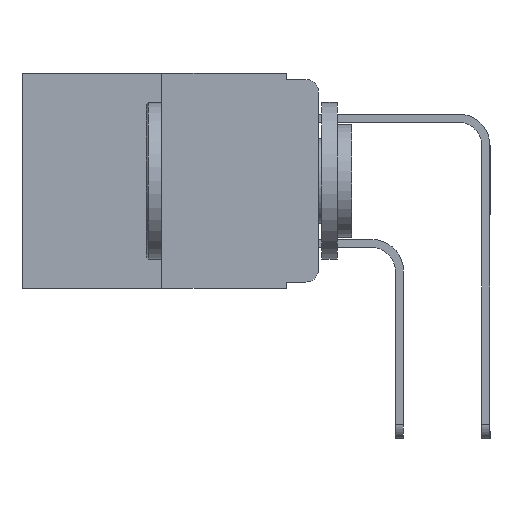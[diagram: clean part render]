
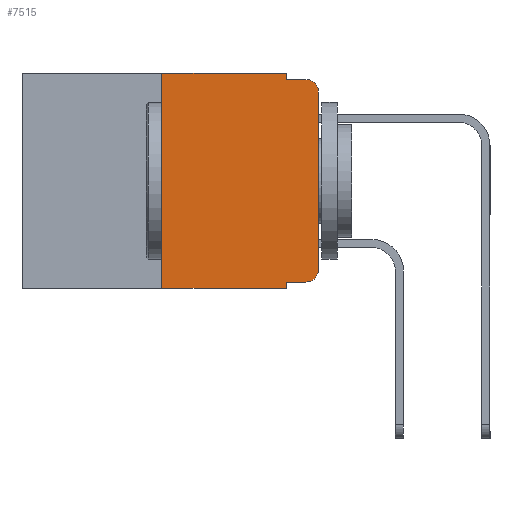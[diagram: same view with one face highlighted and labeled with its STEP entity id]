
A CAD part, left-side view. The second image highlights one B-rep face of the part: STEP entity #7515.
In plain terms, the highlighted planar face has unit normal (-1, 0, 0).
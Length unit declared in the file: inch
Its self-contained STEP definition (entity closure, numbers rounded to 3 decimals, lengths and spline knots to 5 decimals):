
#401 = CIRCLE ( 'NONE', #9063, 0.02 ) ;
#633 = DIRECTION ( 'NONE',  ( -1., 0., 0. ) ) ;
#969 = DIRECTION ( 'NONE',  ( 0., -1., 0. ) ) ;
#976 = ORIENTED_EDGE ( 'NONE', *, *, #11851, .T. ) ;
#999 = ORIENTED_EDGE ( 'NONE', *, *, #11408, .T. ) ;
#1062 = ORIENTED_EDGE ( 'NONE', *, *, #12123, .F. ) ;
#1068 = CARTESIAN_POINT ( 'NONE',  ( 0., 0.473, 0. ) ) ;
#1093 = ORIENTED_EDGE ( 'NONE', *, *, #14267, .F. ) ;
#1163 = ORIENTED_EDGE ( 'NONE', *, *, #9848, .F. ) ;
#1181 = ORIENTED_EDGE ( 'NONE', *, *, #1282, .F. ) ;
#1198 = ORIENTED_EDGE ( 'NONE', *, *, #3302, .T. ) ;
#1231 = ORIENTED_EDGE ( 'NONE', *, *, #2936, .F. ) ;
#1267 = LINE ( 'NONE', #11932, #4520 ) ;
#1282 = EDGE_CURVE ( 'NONE', #12154, #9563, #5182, .T. ) ;
#1347 = ORIENTED_EDGE ( 'NONE', *, *, #2094, .T. ) ;
#1352 = VECTOR ( 'NONE', #12156, 39.37008 ) ;
#1358 = ORIENTED_EDGE ( 'NONE', *, *, #6900, .T. ) ;
#1398 = VERTEX_POINT ( 'NONE', #7659 ) ;
#1661 = VERTEX_POINT ( 'NONE', #14044 ) ;
#1804 = LINE ( 'NONE', #2495, #5042 ) ;
#2094 = EDGE_CURVE ( 'NONE', #10900, #11820, #2114, .T. ) ;
#2114 = LINE ( 'NONE', #7242, #1352 ) ;
#2281 = LINE ( 'NONE', #7133, #8465 ) ;
#2413 = CARTESIAN_POINT ( 'NONE',  ( 0., 0.25, -0.343 ) ) ;
#2495 = CARTESIAN_POINT ( 'NONE',  ( 0., 0.473, -0.343 ) ) ;
#2779 = DIRECTION ( 'NONE',  ( 0., 0., -1. ) ) ;
#2936 = EDGE_CURVE ( 'NONE', #10900, #1661, #3562, .T. ) ;
#3198 = VECTOR ( 'NONE', #2779, 39.37008 ) ;
#3199 = VERTEX_POINT ( 'NONE', #5861 ) ;
#3302 = EDGE_CURVE ( 'NONE', #12154, #1661, #1804, .T. ) ;
#3562 = LINE ( 'NONE', #4010, #3198 ) ;
#3609 = VERTEX_POINT ( 'NONE', #12914 ) ;
#4010 = CARTESIAN_POINT ( 'NONE',  ( 0., 0.051, 0. ) ) ;
#4055 = DIRECTION ( 'NONE',  ( 1., 0., 0. ) ) ;
#4490 = CARTESIAN_POINT ( 'NONE',  ( 0., 0.051, -0.333 ) ) ;
#4520 = VECTOR ( 'NONE', #6665, 39.37008 ) ;
#4710 = VERTEX_POINT ( 'NONE', #9198 ) ;
#5042 = VECTOR ( 'NONE', #969, 39.37008 ) ;
#5182 = LINE ( 'NONE', #7861, #10623 ) ;
#5283 = CIRCLE ( 'NONE', #5400, 0.02 ) ;
#5332 = DIRECTION ( 'NONE',  ( -1., 0., 0. ) ) ;
#5400 = AXIS2_PLACEMENT_3D ( 'NONE', #7729, #633, #8809 ) ;
#5602 = EDGE_LOOP ( 'NONE', ( #976, #999, #1062, #1093, #1163, #1181, #1198, #1231, #1347, #1358 ) ) ;
#5861 = CARTESIAN_POINT ( 'NONE',  ( 0., 0.051, 0. ) ) ;
#5894 = LINE ( 'NONE', #1068, #11242 ) ;
#6665 = DIRECTION ( 'NONE',  ( 0., 0., 1. ) ) ;
#6900 = EDGE_CURVE ( 'NONE', #11820, #14217, #401, .T. ) ;
#7133 = CARTESIAN_POINT ( 'NONE',  ( 0., 0.051, -0.01 ) ) ;
#7242 = CARTESIAN_POINT ( 'NONE',  ( 0., 0.051, -0.333 ) ) ;
#7515 = ADVANCED_FACE ( 'NONE', ( #8309 ), #10663, .F. ) ;
#7659 = CARTESIAN_POINT ( 'NONE',  ( 0., 0., -0.03 ) ) ;
#7729 = CARTESIAN_POINT ( 'NONE',  ( 0., 0.02, -0.03 ) ) ;
#7861 = CARTESIAN_POINT ( 'NONE',  ( 0., 0.25, 0. ) ) ;
#8255 = LINE ( 'NONE', #9516, #13845 ) ;
#8309 = FACE_OUTER_BOUND ( 'NONE', #5602, .T. ) ;
#8465 = VECTOR ( 'NONE', #9365, 39.37008 ) ;
#8809 = DIRECTION ( 'NONE',  ( 0., 0., -1. ) ) ;
#9063 = AXIS2_PLACEMENT_3D ( 'NONE', #11779, #5332, #12866 ) ;
#9198 = CARTESIAN_POINT ( 'NONE',  ( 0., 0.051, -0.01 ) ) ;
#9365 = DIRECTION ( 'NONE',  ( 0., -1., 0. ) ) ;
#9516 = CARTESIAN_POINT ( 'NONE',  ( 0., 0.051, 0. ) ) ;
#9563 = VERTEX_POINT ( 'NONE', #11825 ) ;
#9640 = CARTESIAN_POINT ( 'NONE',  ( 0., 0.473, 0. ) ) ;
#9848 = EDGE_CURVE ( 'NONE', #9563, #3199, #5894, .T. ) ;
#9928 = DIRECTION ( 'NONE',  ( 0., 0., 1. ) ) ;
#10623 = VECTOR ( 'NONE', #9928, 39.37008 ) ;
#10663 = PLANE ( 'NONE',  #14187 ) ;
#10900 = VERTEX_POINT ( 'NONE', #4490 ) ;
#11242 = VECTOR ( 'NONE', #14430, 39.37008 ) ;
#11408 = EDGE_CURVE ( 'NONE', #1398, #3609, #5283, .T. ) ;
#11716 = DIRECTION ( 'NONE',  ( 0., 0., -1. ) ) ;
#11779 = CARTESIAN_POINT ( 'NONE',  ( 0., 0.02, -0.313 ) ) ;
#11820 = VERTEX_POINT ( 'NONE', #13993 ) ;
#11825 = CARTESIAN_POINT ( 'NONE',  ( 0., 0.25, 0. ) ) ;
#11851 = EDGE_CURVE ( 'NONE', #14217, #1398, #1267, .T. ) ;
#11932 = CARTESIAN_POINT ( 'NONE',  ( 0., 0., 0. ) ) ;
#12123 = EDGE_CURVE ( 'NONE', #4710, #3609, #2281, .T. ) ;
#12154 = VERTEX_POINT ( 'NONE', #2413 ) ;
#12156 = DIRECTION ( 'NONE',  ( 0., -1., 0. ) ) ;
#12605 = CARTESIAN_POINT ( 'NONE',  ( 0., 0., -0.313 ) ) ;
#12650 = DIRECTION ( 'NONE',  ( 0., 0., -1. ) ) ;
#12866 = DIRECTION ( 'NONE',  ( 0., 0., -1. ) ) ;
#12914 = CARTESIAN_POINT ( 'NONE',  ( 0., 0.02, -0.01 ) ) ;
#13845 = VECTOR ( 'NONE', #12650, 39.37008 ) ;
#13993 = CARTESIAN_POINT ( 'NONE',  ( 0., 0.02, -0.333 ) ) ;
#14044 = CARTESIAN_POINT ( 'NONE',  ( 0., 0.051, -0.343 ) ) ;
#14187 = AXIS2_PLACEMENT_3D ( 'NONE', #9640, #4055, #11716 ) ;
#14217 = VERTEX_POINT ( 'NONE', #12605 ) ;
#14267 = EDGE_CURVE ( 'NONE', #3199, #4710, #8255, .T. ) ;
#14430 = DIRECTION ( 'NONE',  ( 0., -1., 0. ) ) ;
